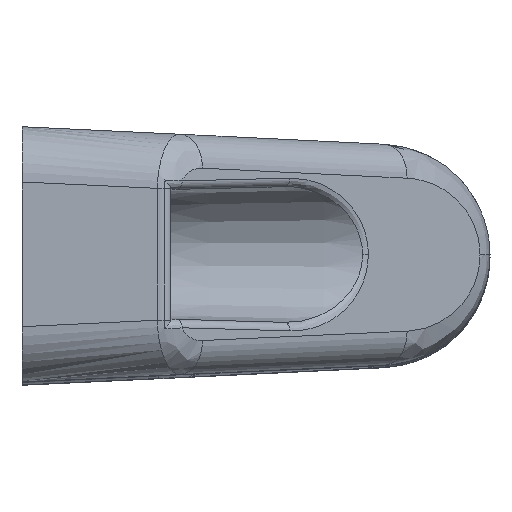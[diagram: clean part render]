
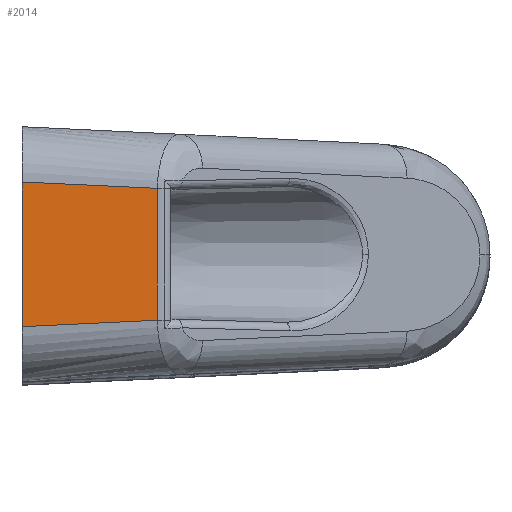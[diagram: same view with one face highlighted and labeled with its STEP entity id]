
A CAD part, top view. The second image highlights one B-rep face of the part: STEP entity #2014.
In plain terms, the highlighted planar face has unit normal (0.018, 0, 1).
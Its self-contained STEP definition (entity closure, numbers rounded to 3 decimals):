
#127 = ORIENTED_EDGE ( 'NONE', *, *, #4582, .F. ) ;
#248 = DIRECTION ( 'NONE',  ( 0., -1., 0. ) ) ;
#288 = DIRECTION ( 'NONE',  ( -0.017, 0., -1. ) ) ;
#381 = VERTEX_POINT ( 'NONE', #3600 ) ;
#476 = ORIENTED_EDGE ( 'NONE', *, *, #4505, .T. ) ;
#482 = VECTOR ( 'NONE', #248, 1000. ) ;
#508 = DIRECTION ( 'NONE',  ( -0.999, 0.047, 0.017 ) ) ;
#740 = DIRECTION ( 'NONE',  ( 1., 0., -0.017 ) ) ;
#884 = LINE ( 'NONE', #3804, #1914 ) ;
#1094 = FACE_OUTER_BOUND ( 'NONE', #4576, .T. ) ;
#1147 = PLANE ( 'NONE',  #3522 ) ;
#1629 = VERTEX_POINT ( 'NONE', #3786 ) ;
#1914 = VECTOR ( 'NONE', #3916, 1000. ) ;
#1976 = CARTESIAN_POINT ( 'NONE',  ( -42., 31., 115. ) ) ;
#2014 = ADVANCED_FACE ( 'NONE', ( #1094 ), #1147, .F. ) ;
#2133 = VECTOR ( 'NONE', #508, 1000. ) ;
#2391 = LINE ( 'NONE', #4119, #482 ) ;
#2621 = DIRECTION ( 'NONE',  ( 0., 1., 0. ) ) ;
#3043 = ORIENTED_EDGE ( 'NONE', *, *, #3858, .T. ) ;
#3078 = CARTESIAN_POINT ( 'NONE',  ( -26.116, 31., 114.723 ) ) ;
#3390 = CARTESIAN_POINT ( 'NONE',  ( -42., -8.5, 115. ) ) ;
#3522 = AXIS2_PLACEMENT_3D ( 'NONE', #1976, #288, #740 ) ;
#3600 = CARTESIAN_POINT ( 'NONE',  ( -26.116, -7.749, 114.723 ) ) ;
#3781 = VERTEX_POINT ( 'NONE', #4531 ) ;
#3786 = CARTESIAN_POINT ( 'NONE',  ( -42., 8.5, 115. ) ) ;
#3804 = CARTESIAN_POINT ( 'NONE',  ( -7.676, -6.877, 114.401 ) ) ;
#3836 = VERTEX_POINT ( 'NONE', #3390 ) ;
#3846 = LINE ( 'NONE', #3078, #4388 ) ;
#3858 = EDGE_CURVE ( 'NONE', #3781, #1629, #4769, .T. ) ;
#3916 = DIRECTION ( 'NONE',  ( -0.999, -0.047, 0.017 ) ) ;
#4119 = CARTESIAN_POINT ( 'NONE',  ( -42., 15., 115. ) ) ;
#4357 = ORIENTED_EDGE ( 'NONE', *, *, #5412, .T. ) ;
#4388 = VECTOR ( 'NONE', #2621, 1000. ) ;
#4505 = EDGE_CURVE ( 'NONE', #1629, #3836, #2391, .T. ) ;
#4531 = CARTESIAN_POINT ( 'NONE',  ( -26.116, 7.749, 114.723 ) ) ;
#4576 = EDGE_LOOP ( 'NONE', ( #127, #4357, #3043, #476 ) ) ;
#4582 = EDGE_CURVE ( 'NONE', #381, #3836, #884, .T. ) ;
#4769 = LINE ( 'NONE', #5165, #2133 ) ;
#5165 = CARTESIAN_POINT ( 'NONE',  ( -7.676, 6.877, 114.401 ) ) ;
#5412 = EDGE_CURVE ( 'NONE', #381, #3781, #3846, .T. ) ;
